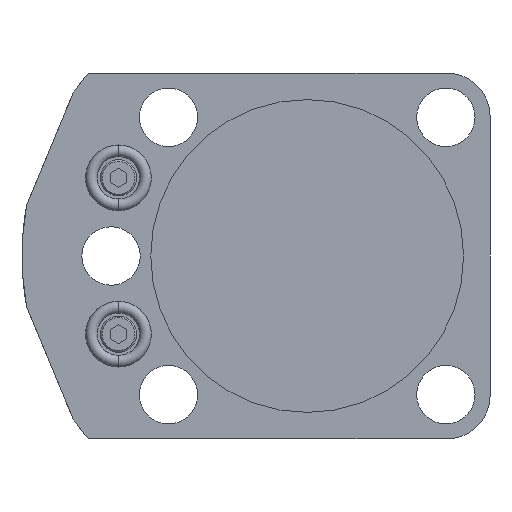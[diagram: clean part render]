
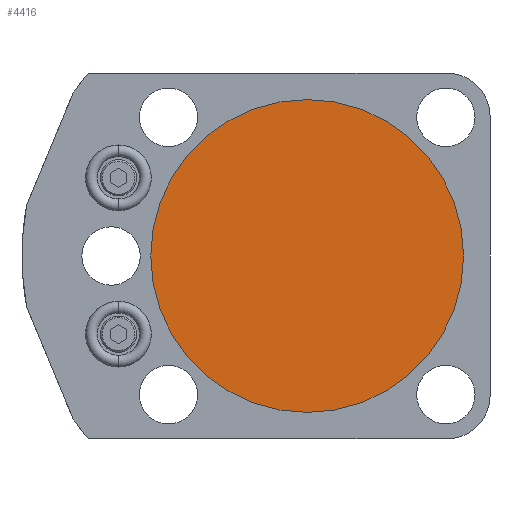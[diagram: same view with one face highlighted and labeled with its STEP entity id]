
A CAD part, front view. The second image highlights one B-rep face of the part: STEP entity #4416.
In plain terms, the highlighted planar face has unit normal (0, -1, 0).
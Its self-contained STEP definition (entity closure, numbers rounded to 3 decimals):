
#756=CARTESIAN_POINT('',(0.,-123.393,0.));
#757=DIRECTION('',(0.,-1.,0.));
#758=DIRECTION('',(1.,0.,0.));
#759=AXIS2_PLACEMENT_3D('',#756,#757,#758);
#778=CARTESIAN_POINT('',(0.,-123.393,0.));
#779=DIRECTION('',(0.,1.,0.));
#780=DIRECTION('',(1.,0.,0.));
#781=AXIS2_PLACEMENT_3D('',#778,#779,#780);
#3473=CARTESIAN_POINT('',(23.686,-123.393,0.));
#3475=VERTEX_POINT('',#3473);
#3477=CARTESIAN_POINT('',(-23.686,-123.393,0.));
#3479=VERTEX_POINT('',#3477);
#4407=CARTESIAN_POINT('',(0.,-123.393,0.));
#4408=DIRECTION('',(0.,-1.,0.));
#4409=DIRECTION('',(-1.,0.,0.));
#4410=AXIS2_PLACEMENT_3D('',#4407,#4408,#4409);
#4411=PLANE('',#4410);
#4412=ORIENTED_EDGE('',*,*,#4402,.T.);
#4413=ORIENTED_EDGE('',*,*,#4386,.F.);
#4414=EDGE_LOOP('',(#4412,#4413));
#4415=FACE_OUTER_BOUND('',#4414,.F.);
#4416=ADVANCED_FACE('',(#4415),#4411,.T.);
#760=CIRCLE('',#759,23.686);
#782=CIRCLE('',#781,23.686);
#4386=EDGE_CURVE('',#3475,#3479,#760,.T.);
#4402=EDGE_CURVE('',#3475,#3479,#782,.T.);
